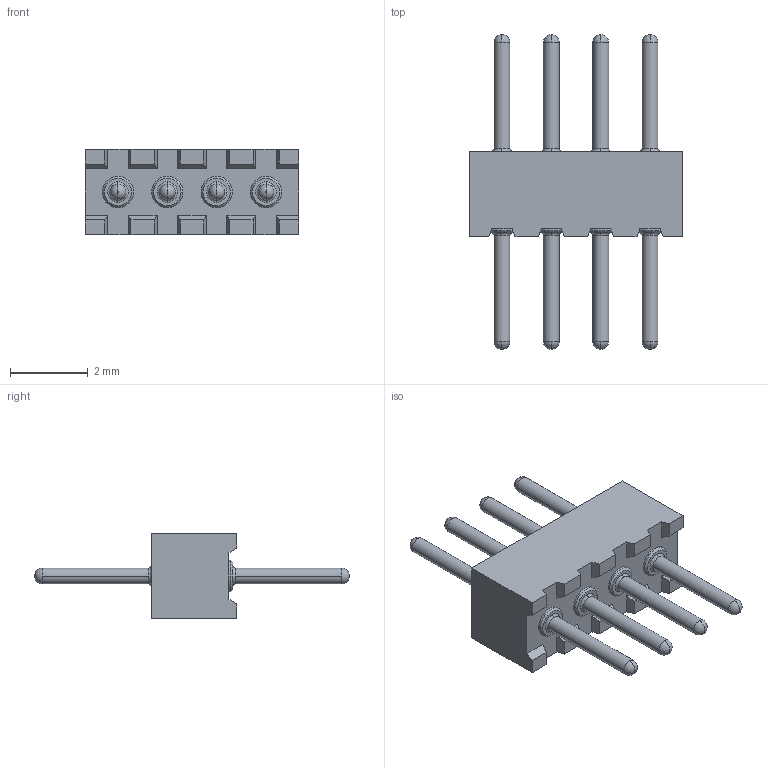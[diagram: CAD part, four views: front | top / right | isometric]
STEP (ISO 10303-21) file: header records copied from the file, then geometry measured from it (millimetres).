
FILE_DESCRIPTION(('STEP AP242'),'1');
FILE_NAME('pcb_connector_850-80-004-10-001101.stp','2020-06-24T09:11:20',('TraceParts'),('TraceParts S.A.'),'Spatial InterOp 3D',' ',' ');
FILE_SCHEMA(('AP242_MANAGED_MODEL_BASED_3D_ENGINEERING_MIM_LF {1 0 10303 442 1 1 4}'));
Length unit declared in the file: millimetre
Products named in the file (1): pcb_connector_850-80-004-10-001101
Bounding box: 5.49 x 8.1 x 2.2 mm (x, y, z)
Volume: 28 mm3; surface area: 88.6 mm2
Topology: 1 solids, 1 shells, 118 faces, 320 edges, 216 vertices
Faces by surface type: plane 54, torus 32, cylinder 24, cone 8
Entity records: 4776 total; most frequent: DIRECTION 726, CARTESIAN_POINT 655, ORIENTED_EDGE 640, EDGE_CURVE 320, AXIS2_PLACEMENT_3D 287, VERTEX_POINT 216, CIRCLE 168, LINE 152
